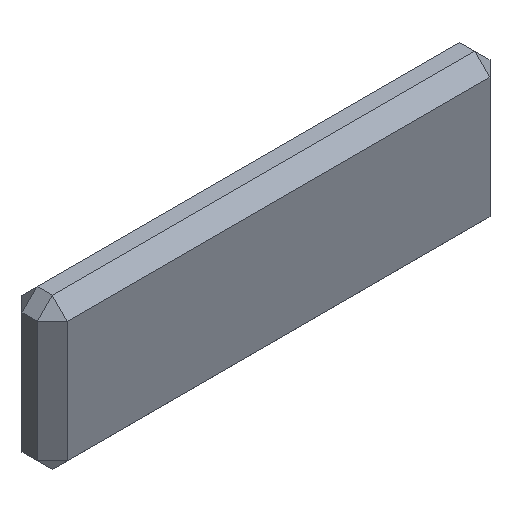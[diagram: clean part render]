
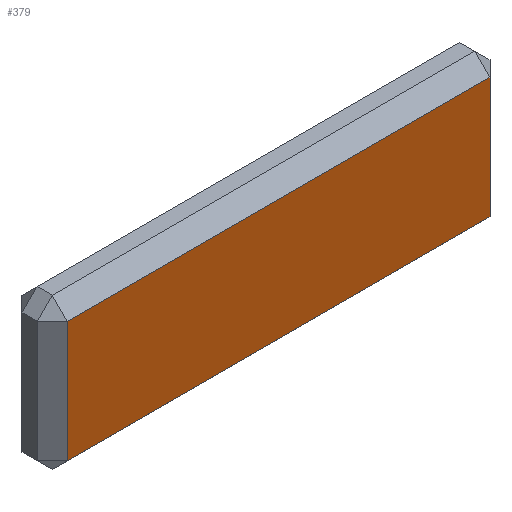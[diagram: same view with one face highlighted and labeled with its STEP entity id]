
A CAD part, isometric view. The second image highlights one B-rep face of the part: STEP entity #379.
In plain terms, the highlighted planar face has unit normal (0, -1, 0).
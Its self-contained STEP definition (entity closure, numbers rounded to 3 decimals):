
#37=FACE_OUTER_BOUND('',#63,.T.);
#63=EDGE_LOOP('',(#315,#316,#317,#318));
#74=LINE('',#548,#122);
#87=LINE('',#575,#135);
#112=LINE('',#620,#160);
#114=LINE('',#623,#162);
#122=VECTOR('',#444,10.);
#135=VECTOR('',#467,10.);
#160=VECTOR('',#514,10.);
#162=VECTOR('',#518,10.);
#165=VERTEX_POINT('',#536);
#168=VERTEX_POINT('',#543);
#171=VERTEX_POINT('',#553);
#175=VERTEX_POINT('',#567);
#194=EDGE_CURVE('',#165,#168,#74,.T.);
#207=EDGE_CURVE('',#175,#171,#87,.T.);
#232=EDGE_CURVE('',#168,#175,#112,.T.);
#234=EDGE_CURVE('',#171,#165,#114,.T.);
#315=ORIENTED_EDGE('',*,*,#207,.F.);
#316=ORIENTED_EDGE('',*,*,#232,.F.);
#317=ORIENTED_EDGE('',*,*,#194,.F.);
#318=ORIENTED_EDGE('',*,*,#234,.F.);
#353=PLANE('',#425);
#379=ADVANCED_FACE('',(#37),#353,.F.);
#425=AXIS2_PLACEMENT_3D('',#626,#523,#524);
#444=DIRECTION('',(0.,0.,-1.));
#467=DIRECTION('',(0.,0.,1.));
#514=DIRECTION('',(-1.,0.,0.));
#518=DIRECTION('',(1.,0.,0.));
#523=DIRECTION('center_axis',(0.,1.,0.));
#524=DIRECTION('ref_axis',(0.,0.,1.));
#536=CARTESIAN_POINT('',(14.,0.,4.));
#543=CARTESIAN_POINT('',(14.,0.,-4.));
#548=CARTESIAN_POINT('',(14.,0.,2.5));
#553=CARTESIAN_POINT('',(-14.,0.,4.));
#567=CARTESIAN_POINT('',(-14.,0.,-4.));
#575=CARTESIAN_POINT('',(-14.,0.,-2.5));
#620=CARTESIAN_POINT('',(7.5,0.,-4.));
#623=CARTESIAN_POINT('',(-7.5,0.,4.));
#626=CARTESIAN_POINT('Origin',(0.,0.,0.));
